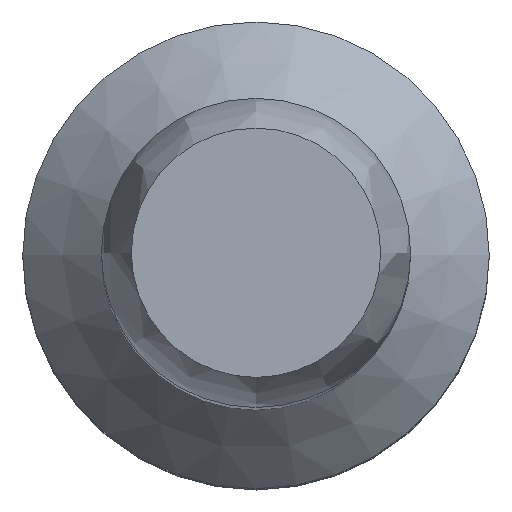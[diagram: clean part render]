
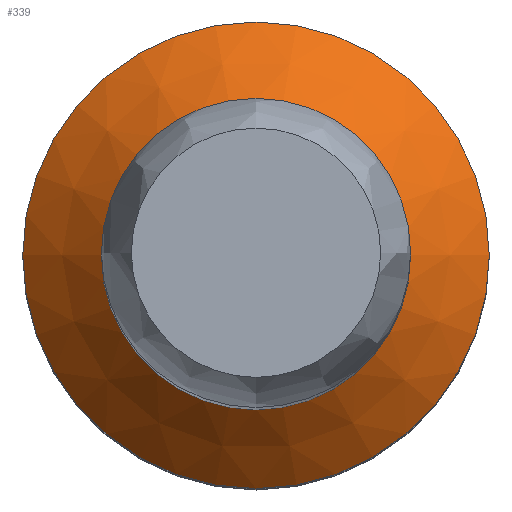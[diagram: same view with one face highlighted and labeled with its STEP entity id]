
A CAD part, top view. The second image highlights one B-rep face of the part: STEP entity #339.
In plain terms, the highlighted conical face has half-angle 45 degrees and reference radius 2.995 mm.
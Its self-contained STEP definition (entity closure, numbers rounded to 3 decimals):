
#270=CONICAL_SURFACE('',#1034,2.995,45.);
#339=ADVANCED_FACE('',(#529,#530),#270,.T.);
#529=FACE_BOUND('',#562,.T.);
#530=FACE_BOUND('',#563,.T.);
#562=EDGE_LOOP('',(#639));
#563=EDGE_LOOP('',(#640));
#639=ORIENTED_EDGE('',*,*,#877,.T.);
#640=ORIENTED_EDGE('',*,*,#878,.F.);
#812=VERTEX_POINT('',#1441);
#813=VERTEX_POINT('',#1444);
#877=EDGE_CURVE('',#812,#812,#954,.T.);
#878=EDGE_CURVE('',#813,#813,#955,.T.);
#954=CIRCLE('',#1031,1.985);
#955=CIRCLE('',#1033,2.995);
#1031=AXIS2_PLACEMENT_3D('',#1440,#1123,#1124);
#1033=AXIS2_PLACEMENT_3D('',#1443,#1127,#1128);
#1034=AXIS2_PLACEMENT_3D('',#1445,#1129,#1130);
#1123=DIRECTION('',(0.,0.,-1.));
#1124=DIRECTION('',(-1.,0.,0.));
#1127=DIRECTION('',(0.,0.,-1.));
#1128=DIRECTION('',(-1.,0.,0.));
#1129=DIRECTION('',(0.,0.,-1.));
#1130=DIRECTION('',(-1.,0.,0.));
#1440=CARTESIAN_POINT('',(0.,0.,11.25));
#1441=CARTESIAN_POINT('',(-1.985,0.,11.25));
#1443=CARTESIAN_POINT('',(0.,0.,10.24));
#1444=CARTESIAN_POINT('',(-2.995,0.,10.24));
#1445=CARTESIAN_POINT('',(0.,0.,10.24));
